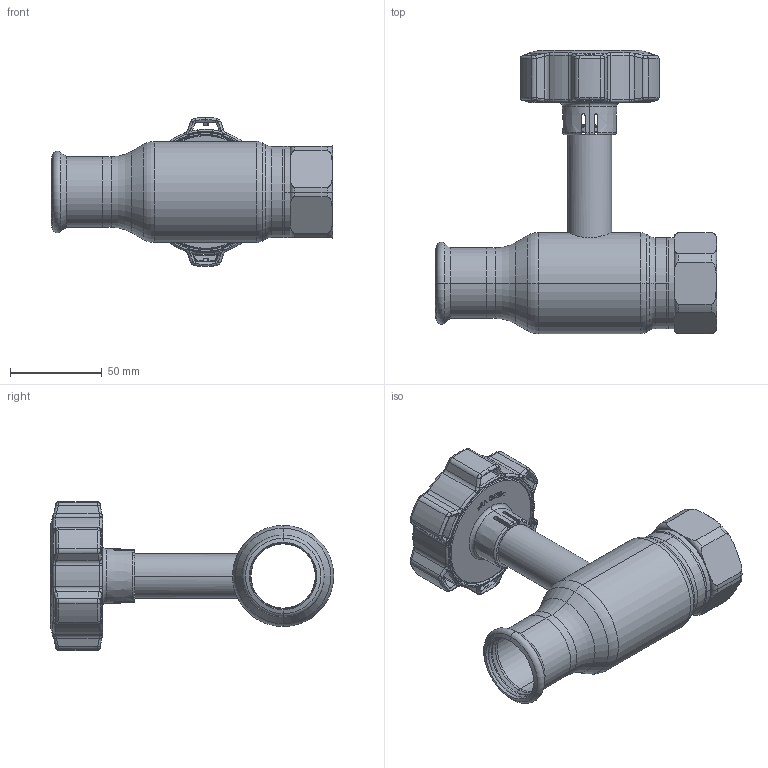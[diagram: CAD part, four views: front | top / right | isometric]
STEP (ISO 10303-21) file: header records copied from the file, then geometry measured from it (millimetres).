
FILE_DESCRIPTION (( 'STEP AP214' ), '1' );
FILE_NAME ('2032001001-0200.step', '2023-12-12T08:45:54', ( '' ), ( '' ), 'SwSTEP 2.0', 'SolidWorks 2021', '' );
FILE_SCHEMA (( 'AUTOMOTIVE_DESIGN' ));
Length unit declared in the file: millimetre
Products named in the file (1): 2032001001-0200
Bounding box: 152.8 x 154.1 x 81 mm (x, y, z)
Surface area: 63632.6 mm2 (no closed solid volume)
Topology: 0 solids, 22 shells, 570 faces, 1803 edges, 1221 vertices
Faces by surface type: bspline 178, cylinder 137, plane 112, cone 79, torus 64
Entity records: 36957 total; most frequent: CARTESIAN_POINT 16886, ORIENTED_EDGE 3045, DIRECTION 2289, EDGE_CURVE 1801, VERTEX_POINT 1221, AXIS2_PLACEMENT_3D 901, B_SPLINE_CURVE_WITH_KNOTS 758, EDGE_LOOP 603
